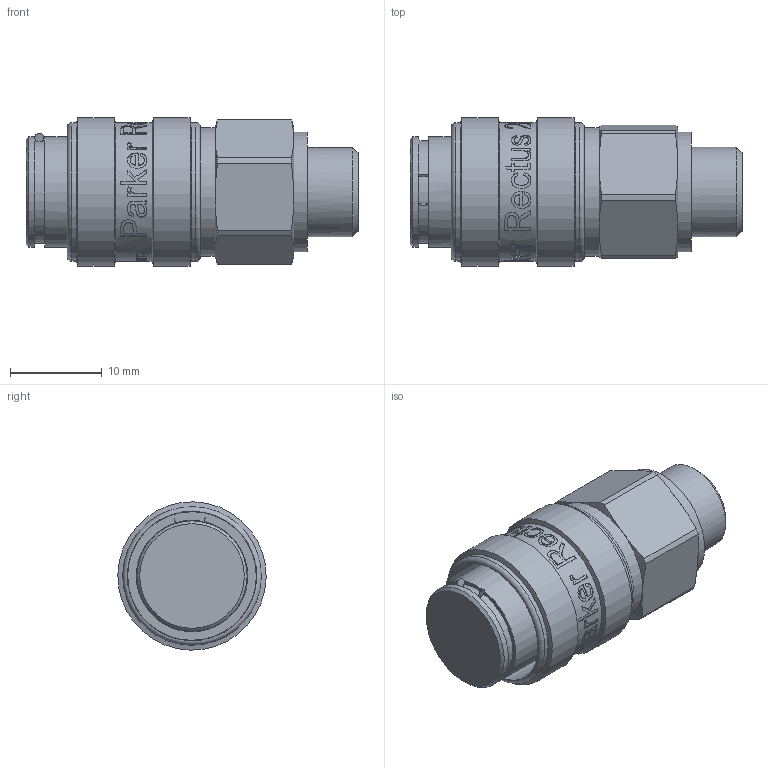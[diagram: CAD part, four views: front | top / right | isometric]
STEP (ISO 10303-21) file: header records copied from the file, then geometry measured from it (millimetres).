
FILE_DESCRIPTION((''),'2;1');
FILE_NAME('21kaaw10mpx.stp','2012-12-07T07:37:14',('IA176480'),(''),'Autodesk Inventor 2011','Autodesk Inventor 2011','');
FILE_SCHEMA(('AUTOMOTIVE_DESIGN { 1 0 10303 214 1 1 1 1 }'));
Length unit declared in the file: millimetre
Products named in the file (1): D105314
Bounding box: 36.15 x 16.15 x 16.15 mm (x, y, z)
Volume: 5237.5 mm3; surface area: 3421.6 mm2
Topology: 2 solids, 3 shells, 462 faces, 1214 edges, 800 vertices
Faces by surface type: bspline 214, plane 155, cylinder 64, cone 26, torus 3
Full cylindrical faces by diameter (mm): 9.728 x1, 11.15 x1, 11.229 x1, 11.4 x1, 12 x3, 12.15 x1, 13 x1, 14 x3, 15.1 x3, 16.15 x2
Entity records: 61069 total; most frequent: CARTESIAN_POINT 51076, ORIENTED_EDGE 2332, DIRECTION 1223, EDGE_CURVE 1166, VERTEX_POINT 788, B_SPLINE_CURVE_WITH_KNOTS 559, EDGE_LOOP 542, FACE_OUTER_BOUND 461
